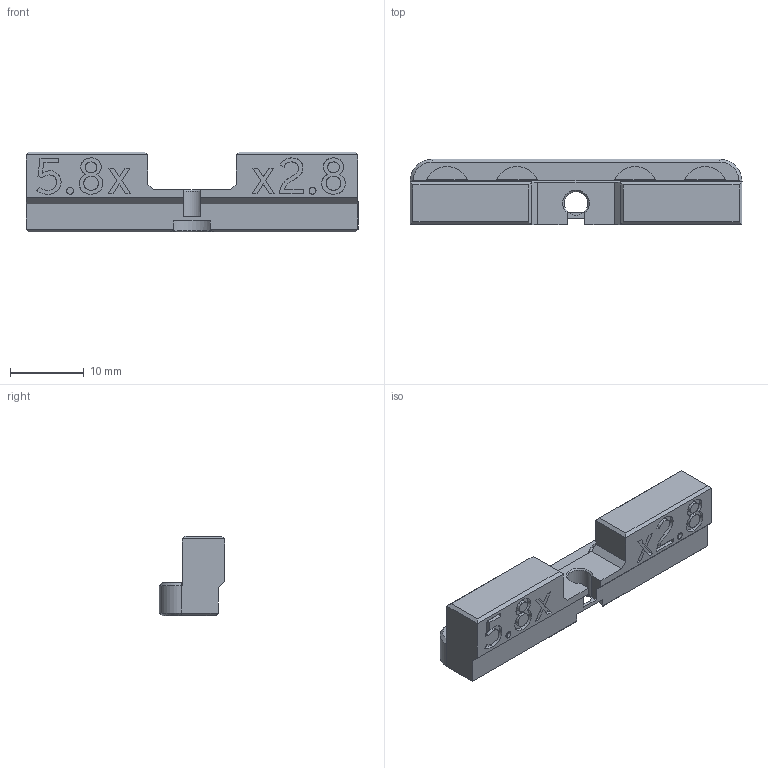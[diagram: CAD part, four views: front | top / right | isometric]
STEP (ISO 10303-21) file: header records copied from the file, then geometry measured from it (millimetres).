
FILE_DESCRIPTION(('FreeCAD Model'),'2;1');
FILE_NAME('Open CASCADE Shape Model','2025-06-17T11:53:16',(''),(''), 'Open CASCADE STEP processor 7.7','FreeCAD','Unknown');
FILE_SCHEMA(('AUTOMOTIVE_DESIGN { 1 0 10303 214 1 1 1 1 }'));
Length unit declared in the file: millimetre
Products named in the file (1): frame_5.8x2.8magnet_4.5mm_door__+mesh
Bounding box: 45 x 8.9 x 10.84 mm (x, y, z)
Volume: 2435 mm3; surface area: 2111 mm2
Topology: 1 solids, 1 shells, 331 faces, 946 edges, 639 vertices
Faces by surface type: plane 135, cylinder 108, extrusion 76, cone 12
Full cylindrical faces by diameter (mm): 3.2 x1, 6 x4
Entity records: 14311 total; most frequent: CARTESIAN_POINT 5779, ORIENTED_EDGE 1892, DIRECTION 1569, EDGE_CURVE 946, VERTEX_POINT 639, VECTOR 563, AXIS2_PLACEMENT_3D 503, LINE 487
